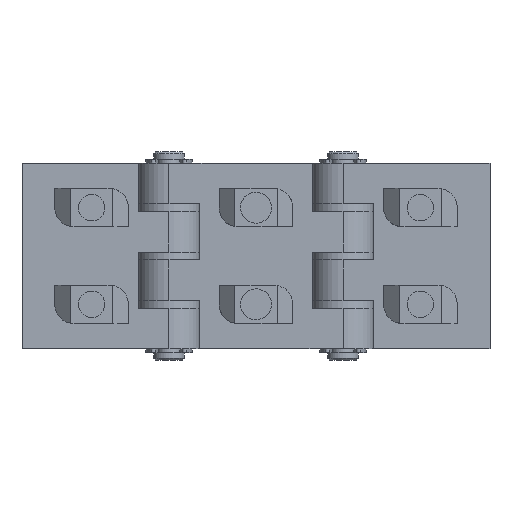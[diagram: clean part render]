
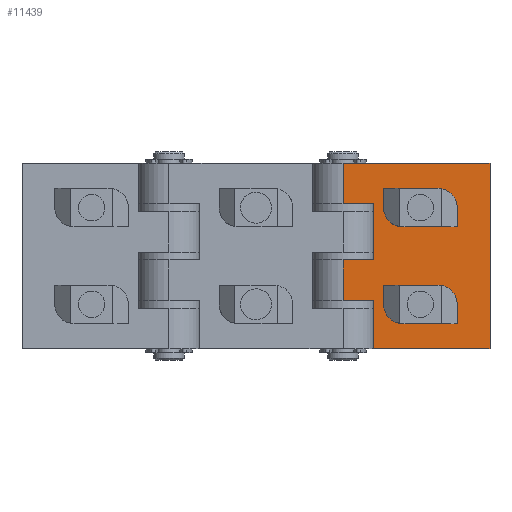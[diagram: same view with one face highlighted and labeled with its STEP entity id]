
A CAD part, front view. The second image highlights one B-rep face of the part: STEP entity #11439.
In plain terms, the highlighted planar face has unit normal (0, -1, 0).
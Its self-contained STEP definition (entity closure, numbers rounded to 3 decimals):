
#301 = ORIENTED_EDGE ( 'NONE', *, *, #3150, .T. ) ;
#341 = EDGE_LOOP ( 'NONE', ( #359, #301 ) ) ;
#357 = ORIENTED_EDGE ( 'NONE', *, *, #3162, .T. ) ;
#359 = ORIENTED_EDGE ( 'NONE', *, *, #3149, .T. ) ;
#361 = ORIENTED_EDGE ( 'NONE', *, *, #3152, .T. ) ;
#363 = ORIENTED_EDGE ( 'NONE', *, *, #3156, .T. ) ;
#365 = ORIENTED_EDGE ( 'NONE', *, *, #3154, .T. ) ;
#465 = ORIENTED_EDGE ( 'NONE', *, *, #14882, .F. ) ;
#476 = ORIENTED_EDGE ( 'NONE', *, *, #15319, .F. ) ;
#478 = ORIENTED_EDGE ( 'NONE', *, *, #10198, .F. ) ;
#481 = ORIENTED_EDGE ( 'NONE', *, *, #3173, .T. ) ;
#483 = ORIENTED_EDGE ( 'NONE', *, *, #3159, .F. ) ;
#484 = ORIENTED_EDGE ( 'NONE', *, *, #14874, .T. ) ;
#602 = ORIENTED_EDGE ( 'NONE', *, *, #14891, .F. ) ;
#614 = EDGE_LOOP ( 'NONE', ( #363, #483, #484, #602, #476, #481, #698, #478, #465, #357 ) ) ;
#640 = EDGE_LOOP ( 'NONE', ( #365, #361 ) ) ;
#698 = ORIENTED_EDGE ( 'NONE', *, *, #3148, .T. ) ;
#1034 = AXIS2_PLACEMENT_3D ( 'NONE', #12843, #12844, #12845 ) ;
#1035 = AXIS2_PLACEMENT_3D ( 'NONE', #12846, #12847, #12848 ) ;
#1037 = AXIS2_PLACEMENT_3D ( 'NONE', #12852, #12853, #12854 ) ;
#1039 = AXIS2_PLACEMENT_3D ( 'NONE', #12860, #12861, #12862 ) ;
#2340 = VERTEX_POINT ( 'NONE', #15233 ) ;
#2352 = VERTEX_POINT ( 'NONE', #15181 ) ;
#2437 = VERTEX_POINT ( 'NONE', #8691 ) ;
#2721 = VERTEX_POINT ( 'NONE', #14219 ) ;
#2728 = VERTEX_POINT ( 'NONE', #14226 ) ;
#2732 = VERTEX_POINT ( 'NONE', #14230 ) ;
#2744 = VERTEX_POINT ( 'NONE', #14242 ) ;
#2796 = VERTEX_POINT ( 'NONE', #12785 ) ;
#2797 = VERTEX_POINT ( 'NONE', #12786 ) ;
#2799 = VERTEX_POINT ( 'NONE', #12788 ) ;
#2806 = VERTEX_POINT ( 'NONE', #12795 ) ;
#2808 = VERTEX_POINT ( 'NONE', #12797 ) ;
#2817 = VERTEX_POINT ( 'NONE', #12806 ) ;
#2834 = VERTEX_POINT ( 'NONE', #12823 ) ;
#3148 = EDGE_CURVE ( 'NONE', #2834, #2732, #4245, .T. ) ;
#3149 = EDGE_CURVE ( 'NONE', #2437, #2817, #4260, .T. ) ;
#3150 = EDGE_CURVE ( 'NONE', #2817, #2437, #4259, .T. ) ;
#3152 = EDGE_CURVE ( 'NONE', #2352, #2796, #4258, .T. ) ;
#3154 = EDGE_CURVE ( 'NONE', #2796, #2352, #4262, .T. ) ;
#3156 = EDGE_CURVE ( 'NONE', #2728, #2797, #4263, .T. ) ;
#3159 = EDGE_CURVE ( 'NONE', #2744, #2797, #4268, .T. ) ;
#3162 = EDGE_CURVE ( 'NONE', #2340, #2728, #4275, .T. ) ;
#3173 = EDGE_CURVE ( 'NONE', #2806, #2834, #4295, .T. ) ;
#4245 = LINE ( 'NONE', #12838, #4257 ) ;
#4257 = VECTOR ( 'NONE', #12842, 1000. ) ;
#4258 = CIRCLE ( 'NONE', #1037, 4.25 ) ;
#4259 = CIRCLE ( 'NONE', #1035, 4.25 ) ;
#4260 = CIRCLE ( 'NONE', #1034, 4.25 ) ;
#4262 = CIRCLE ( 'NONE', #1039, 4.25 ) ;
#4263 = LINE ( 'NONE', #12864, #4267 ) ;
#4267 = VECTOR ( 'NONE', #12859, 1000. ) ;
#4268 = LINE ( 'NONE', #12855, #4273 ) ;
#4273 = VECTOR ( 'NONE', #12872, 1000. ) ;
#4275 = LINE ( 'NONE', #12878, #4278 ) ;
#4278 = VECTOR ( 'NONE', #12879, 1000. ) ;
#4295 = LINE ( 'NONE', #12899, #4296 ) ;
#4296 = VECTOR ( 'NONE', #12896, 1000. ) ;
#5078 = AXIS2_PLACEMENT_3D ( 'NONE', #11250, #11245, #11254 ) ;
#8691 = CARTESIAN_POINT ( 'NONE',  ( 33.442, -18.517, 11.525 ) ) ;
#9672 = LINE ( 'NONE', #11121, #9679 ) ;
#9679 = VECTOR ( 'NONE', #11117, 1000. ) ;
#9707 = FACE_OUTER_BOUND ( 'NONE', #614, .T. ) ;
#9719 = FACE_BOUND ( 'NONE', #640, .T. ) ;
#9722 = FACE_BOUND ( 'NONE', #341, .T. ) ;
#10054 = LINE ( 'NONE', #14769, #10059 ) ;
#10059 = VECTOR ( 'NONE', #14751, 1000. ) ;
#10062 = LINE ( 'NONE', #14768, #10064 ) ;
#10064 = VECTOR ( 'NONE', #14767, 1000. ) ;
#10069 = LINE ( 'NONE', #14785, #10072 ) ;
#10072 = VECTOR ( 'NONE', #14786, 1000. ) ;
#10115 = LINE ( 'NONE', #14856, #10116 ) ;
#10116 = VECTOR ( 'NONE', #14857, 1000. ) ;
#10198 = EDGE_CURVE ( 'NONE', #2808, #2732, #9672, .T. ) ;
#11117 = DIRECTION ( 'NONE',  ( 0., 0., 1. ) ) ;
#11121 = CARTESIAN_POINT ( 'NONE',  ( 21.442, -18.517, -6.225 ) ) ;
#11245 = DIRECTION ( 'NONE',  ( 0., 1., 0. ) ) ;
#11250 = CARTESIAN_POINT ( 'NONE',  ( 13.442, -18.517, 18.775 ) ) ;
#11252 = PLANE ( 'NONE',  #5078 ) ;
#11254 = DIRECTION ( 'NONE',  ( 0., 0., 1. ) ) ;
#11439 = ADVANCED_FACE ( 'NONE', ( #9719, #9722, #9707 ), #11252, .F. ) ;
#12785 = CARTESIAN_POINT ( 'NONE',  ( 33.442, -18.517, -13.475 ) ) ;
#12786 = CARTESIAN_POINT ( 'NONE',  ( 21.442, -18.517, -16.725 ) ) ;
#12788 = CARTESIAN_POINT ( 'NONE',  ( 51.442, -18.517, 18.775 ) ) ;
#12795 = CARTESIAN_POINT ( 'NONE',  ( 13.442, -18.517, 18.775 ) ) ;
#12797 = CARTESIAN_POINT ( 'NONE',  ( 21.442, -18.517, -6.225 ) ) ;
#12806 = CARTESIAN_POINT ( 'NONE',  ( 33.442, -18.517, 3.025 ) ) ;
#12823 = CARTESIAN_POINT ( 'NONE',  ( 13.442, -18.517, 8.275 ) ) ;
#12838 = CARTESIAN_POINT ( 'NONE',  ( 13.442, -18.517, 8.275 ) ) ;
#12842 = DIRECTION ( 'NONE',  ( 1., 0., 0. ) ) ;
#12843 = CARTESIAN_POINT ( 'NONE',  ( 33.442, -18.517, 7.275 ) ) ;
#12844 = DIRECTION ( 'NONE',  ( 0., 1., 0. ) ) ;
#12845 = DIRECTION ( 'NONE',  ( 0., 0., 1. ) ) ;
#12846 = CARTESIAN_POINT ( 'NONE',  ( 33.442, -18.517, 7.275 ) ) ;
#12847 = DIRECTION ( 'NONE',  ( 0., 1., 0. ) ) ;
#12848 = DIRECTION ( 'NONE',  ( 0., 0., 1. ) ) ;
#12852 = CARTESIAN_POINT ( 'NONE',  ( 33.442, -18.517, -17.725 ) ) ;
#12853 = DIRECTION ( 'NONE',  ( 0., 1., 0. ) ) ;
#12854 = DIRECTION ( 'NONE',  ( 0., 0., 1. ) ) ;
#12855 = CARTESIAN_POINT ( 'NONE',  ( 21.442, -18.517, -29.225 ) ) ;
#12859 = DIRECTION ( 'NONE',  ( 1., 0., 0. ) ) ;
#12860 = CARTESIAN_POINT ( 'NONE',  ( 33.442, -18.517, -17.725 ) ) ;
#12861 = DIRECTION ( 'NONE',  ( 0., 1., 0. ) ) ;
#12862 = DIRECTION ( 'NONE',  ( 0., 0., 1. ) ) ;
#12864 = CARTESIAN_POINT ( 'NONE',  ( 13.442, -18.517, -16.725 ) ) ;
#12872 = DIRECTION ( 'NONE',  ( 0., 0., 1. ) ) ;
#12878 = CARTESIAN_POINT ( 'NONE',  ( 13.442, -18.517, 18.775 ) ) ;
#12879 = DIRECTION ( 'NONE',  ( 0., 0., -1. ) ) ;
#12896 = DIRECTION ( 'NONE',  ( 0., 0., -1. ) ) ;
#12899 = CARTESIAN_POINT ( 'NONE',  ( 13.442, -18.517, 18.775 ) ) ;
#14219 = CARTESIAN_POINT ( 'NONE',  ( 51.442, -18.517, -29.225 ) ) ;
#14226 = CARTESIAN_POINT ( 'NONE',  ( 13.442, -18.517, -16.725 ) ) ;
#14230 = CARTESIAN_POINT ( 'NONE',  ( 21.442, -18.517, 8.275 ) ) ;
#14242 = CARTESIAN_POINT ( 'NONE',  ( 21.442, -18.517, -29.225 ) ) ;
#14751 = DIRECTION ( 'NONE',  ( 1., 0., 0. ) ) ;
#14767 = DIRECTION ( 'NONE',  ( 1., 0., 0. ) ) ;
#14768 = CARTESIAN_POINT ( 'NONE',  ( 13.442, -18.517, -6.225 ) ) ;
#14769 = CARTESIAN_POINT ( 'NONE',  ( 13.442, -18.517, -29.225 ) ) ;
#14785 = CARTESIAN_POINT ( 'NONE',  ( 51.442, -18.517, 18.775 ) ) ;
#14786 = DIRECTION ( 'NONE',  ( 0., 0., -1. ) ) ;
#14856 = CARTESIAN_POINT ( 'NONE',  ( 13.442, -18.517, 18.775 ) ) ;
#14857 = DIRECTION ( 'NONE',  ( 1., 0., 0. ) ) ;
#14874 = EDGE_CURVE ( 'NONE', #2744, #2721, #10054, .T. ) ;
#14882 = EDGE_CURVE ( 'NONE', #2340, #2808, #10062, .T. ) ;
#14891 = EDGE_CURVE ( 'NONE', #2799, #2721, #10069, .T. ) ;
#15181 = CARTESIAN_POINT ( 'NONE',  ( 33.442, -18.517, -21.975 ) ) ;
#15233 = CARTESIAN_POINT ( 'NONE',  ( 13.442, -18.517, -6.225 ) ) ;
#15319 = EDGE_CURVE ( 'NONE', #2806, #2799, #10115, .T. ) ;
